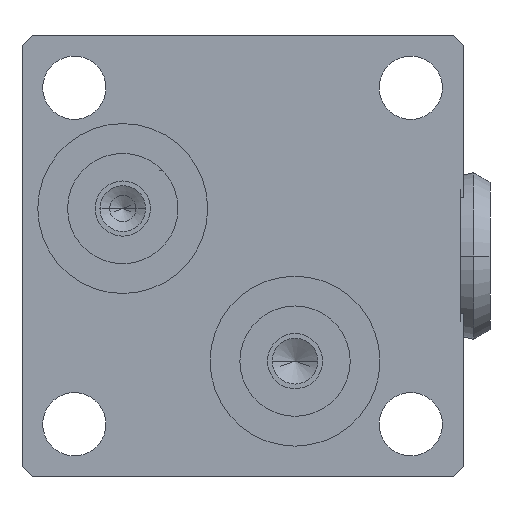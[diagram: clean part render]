
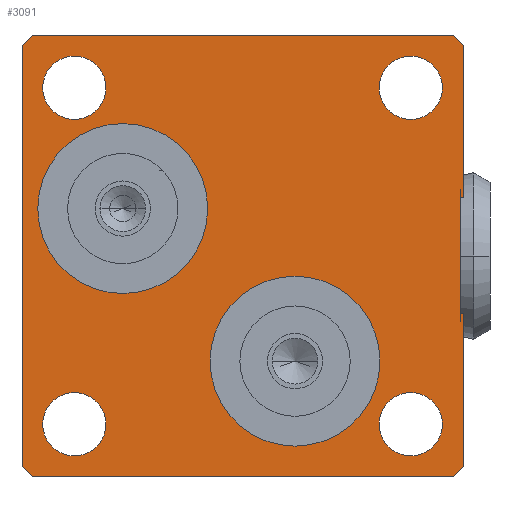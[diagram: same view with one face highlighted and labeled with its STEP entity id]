
A CAD part, front view. The second image highlights one B-rep face of the part: STEP entity #3091.
In plain terms, the highlighted planar face has unit normal (0, -1, 0).
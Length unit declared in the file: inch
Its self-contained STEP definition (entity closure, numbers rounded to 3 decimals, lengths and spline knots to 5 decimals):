
#237=CARTESIAN_POINT('',(0.5,-0.6575,-0.5));
#238=DIRECTION('',(0.,1.,0.));
#239=DIRECTION('',(0.,0.,1.));
#240=AXIS2_PLACEMENT_3D('',#237,#238,#239);
#242=CARTESIAN_POINT('',(0.5,-0.6575,-0.5));
#243=DIRECTION('',(0.,1.,0.));
#244=DIRECTION('',(0.,0.,-1.));
#245=AXIS2_PLACEMENT_3D('',#242,#243,#244);
#247=CARTESIAN_POINT('',(-0.5,-0.6575,-0.5));
#248=DIRECTION('',(0.,1.,0.));
#249=DIRECTION('',(0.,0.,1.));
#250=AXIS2_PLACEMENT_3D('',#247,#248,#249);
#252=CARTESIAN_POINT('',(-0.5,-0.6575,-0.5));
#253=DIRECTION('',(0.,1.,0.));
#254=DIRECTION('',(0.,0.,-1.));
#255=AXIS2_PLACEMENT_3D('',#252,#253,#254);
#257=CARTESIAN_POINT('',(-0.5,-0.6575,0.5));
#258=DIRECTION('',(0.,1.,0.));
#259=DIRECTION('',(0.,0.,1.));
#260=AXIS2_PLACEMENT_3D('',#257,#258,#259);
#262=CARTESIAN_POINT('',(-0.5,-0.6575,0.5));
#263=DIRECTION('',(0.,1.,0.));
#264=DIRECTION('',(0.,0.,-1.));
#265=AXIS2_PLACEMENT_3D('',#262,#263,#264);
#267=CARTESIAN_POINT('',(0.5,-0.6575,0.5));
#268=DIRECTION('',(0.,1.,0.));
#269=DIRECTION('',(0.,0.,1.));
#270=AXIS2_PLACEMENT_3D('',#267,#268,#269);
#272=CARTESIAN_POINT('',(0.5,-0.6575,0.5));
#273=DIRECTION('',(0.,1.,0.));
#274=DIRECTION('',(0.,0.,-1.));
#275=AXIS2_PLACEMENT_3D('',#272,#273,#274);
#277=DIRECTION('',(0.,0.,-1.));
#278=VECTOR('',#277,0.34369);
#279=CARTESIAN_POINT('',(0.647,-0.6575,0.1726));
#280=LINE('',#279,#278);
#281=DIRECTION('',(1.,0.,0.));
#282=VECTOR('',#281,0.01);
#283=CARTESIAN_POINT('',(0.647,-0.6575,-0.1711));
#284=LINE('',#283,#282);
#285=DIRECTION('',(0.707,0.,0.707));
#286=VECTOR('',#285,0.04243);
#287=CARTESIAN_POINT('',(0.627,-0.6575,-0.65625));
#288=LINE('',#287,#286);
#289=DIRECTION('',(0.707,0.,-0.707));
#290=VECTOR('',#289,0.04243);
#291=CARTESIAN_POINT('',(-0.6555,-0.6575,-0.62625));
#292=LINE('',#291,#290);
#293=DIRECTION('',(0.,0.,1.));
#294=VECTOR('',#293,1.2525);
#295=CARTESIAN_POINT('',(-0.6555,-0.6575,-0.62625));
#296=LINE('',#295,#294);
#297=DIRECTION('',(-0.707,0.,-0.707));
#298=VECTOR('',#297,0.04243);
#299=CARTESIAN_POINT('',(-0.6255,-0.6575,0.65625));
#300=LINE('',#299,#298);
#301=DIRECTION('',(-0.707,0.,0.707));
#302=VECTOR('',#301,0.04243);
#303=CARTESIAN_POINT('',(0.657,-0.6575,0.62625));
#304=LINE('',#303,#302);
#305=DIRECTION('',(1.,0.,0.));
#306=VECTOR('',#305,0.01);
#307=CARTESIAN_POINT('',(0.647,-0.6575,0.1726));
#308=LINE('',#307,#306);
#309=CARTESIAN_POINT('',(0.156,-0.6575,-0.3125));
#310=DIRECTION('',(0.,-1.,0.));
#311=DIRECTION('',(-1.,0.,0.));
#312=AXIS2_PLACEMENT_3D('',#309,#310,#311);
#314=CARTESIAN_POINT('',(0.156,-0.6575,-0.3125));
#315=DIRECTION('',(0.,-1.,0.));
#316=DIRECTION('',(1.,0.,0.));
#317=AXIS2_PLACEMENT_3D('',#314,#315,#316);
#319=CARTESIAN_POINT('',(-0.356,-0.6575,0.141));
#320=DIRECTION('',(0.,-1.,0.));
#321=DIRECTION('',(-1.,0.,0.));
#322=AXIS2_PLACEMENT_3D('',#319,#320,#321);
#324=CARTESIAN_POINT('',(-0.356,-0.6575,0.141));
#325=DIRECTION('',(0.,-1.,0.));
#326=DIRECTION('',(1.,0.,0.));
#327=AXIS2_PLACEMENT_3D('',#324,#325,#326);
#406=DIRECTION('',(1.,0.,0.));
#407=VECTOR('',#406,1.2525);
#408=CARTESIAN_POINT('',(-0.6255,-0.6575,-0.65625));
#409=LINE('',#408,#407);
#563=DIRECTION('',(0.,0.,1.));
#564=VECTOR('',#563,0.45365);
#565=CARTESIAN_POINT('',(0.657,-0.6575,0.1726));
#566=LINE('',#565,#564);
#611=DIRECTION('',(0.,0.,1.));
#612=VECTOR('',#611,0.45515);
#613=CARTESIAN_POINT('',(0.657,-0.6575,-0.62625));
#614=LINE('',#613,#612);
#664=DIRECTION('',(1.,0.,0.));
#665=VECTOR('',#664,1.2525);
#666=CARTESIAN_POINT('',(-0.6255,-0.6575,0.65625));
#667=LINE('',#666,#665);
#2455=CARTESIAN_POINT('',(0.657,-0.6575,0.62625));
#2456=CARTESIAN_POINT('',(0.627,-0.6575,0.65625));
#2457=VERTEX_POINT('',#2455);
#2458=VERTEX_POINT('',#2456);
#2459=CARTESIAN_POINT('',(-0.6255,-0.6575,0.65625));
#2460=CARTESIAN_POINT('',(-0.6555,-0.6575,0.62625));
#2461=VERTEX_POINT('',#2459);
#2462=VERTEX_POINT('',#2460);
#2463=CARTESIAN_POINT('',(0.627,-0.6575,-0.65625));
#2464=CARTESIAN_POINT('',(0.657,-0.6575,-0.62625));
#2465=VERTEX_POINT('',#2463);
#2466=VERTEX_POINT('',#2464);
#2467=CARTESIAN_POINT('',(-0.6555,-0.6575,-0.62625));
#2468=CARTESIAN_POINT('',(-0.6255,-0.6575,-0.65625));
#2469=VERTEX_POINT('',#2467);
#2470=VERTEX_POINT('',#2468);
#2471=CARTESIAN_POINT('',(0.5,-0.6575,-0.406));
#2472=CARTESIAN_POINT('',(0.5,-0.6575,-0.594));
#2473=VERTEX_POINT('',#2471);
#2474=VERTEX_POINT('',#2472);
#2475=CARTESIAN_POINT('',(-0.5,-0.6575,-0.406));
#2476=CARTESIAN_POINT('',(-0.5,-0.6575,-0.594));
#2477=VERTEX_POINT('',#2475);
#2478=VERTEX_POINT('',#2476);
#2479=CARTESIAN_POINT('',(-0.5,-0.6575,0.594));
#2480=CARTESIAN_POINT('',(-0.5,-0.6575,0.406));
#2481=VERTEX_POINT('',#2479);
#2482=VERTEX_POINT('',#2480);
#2483=CARTESIAN_POINT('',(0.5,-0.6575,0.594));
#2484=CARTESIAN_POINT('',(0.5,-0.6575,0.406));
#2485=VERTEX_POINT('',#2483);
#2486=VERTEX_POINT('',#2484);
#2599=CARTESIAN_POINT('',(0.647,-0.6575,0.1726));
#2600=CARTESIAN_POINT('',(0.647,-0.6575,-0.1711));
#2601=VERTEX_POINT('',#2599);
#2602=VERTEX_POINT('',#2600);
#2603=CARTESIAN_POINT('',(0.657,-0.6575,-0.1711));
#2604=VERTEX_POINT('',#2603);
#2605=CARTESIAN_POINT('',(0.657,-0.6575,0.1726));
#2606=VERTEX_POINT('',#2605);
#2621=CARTESIAN_POINT('',(-0.0965,-0.6575,-0.3125));
#2622=VERTEX_POINT('',#2621);
#2623=CARTESIAN_POINT('',(0.4085,-0.6575,-0.3125));
#2624=VERTEX_POINT('',#2623);
#2653=CARTESIAN_POINT('',(-0.6085,-0.6575,0.141));
#2654=VERTEX_POINT('',#2653);
#2655=CARTESIAN_POINT('',(-0.1035,-0.6575,0.141));
#2656=VERTEX_POINT('',#2655);
#3025=CARTESIAN_POINT('',(-0.6555,-0.6575,-0.65625));
#3026=DIRECTION('',(0.,-1.,0.));
#3027=DIRECTION('',(1.,0.,0.));
#3028=AXIS2_PLACEMENT_3D('',#3025,#3026,#3027);
#3029=PLANE('',#3028);
#3030=ORIENTED_EDGE('',*,*,#3014,.T.);
#3032=ORIENTED_EDGE('',*,*,#3031,.T.);
#3034=ORIENTED_EDGE('',*,*,#3033,.F.);
#3036=ORIENTED_EDGE('',*,*,#3035,.F.);
#3038=ORIENTED_EDGE('',*,*,#3037,.F.);
#3040=ORIENTED_EDGE('',*,*,#3039,.F.);
#3042=ORIENTED_EDGE('',*,*,#3041,.T.);
#3044=ORIENTED_EDGE('',*,*,#3043,.F.);
#3046=ORIENTED_EDGE('',*,*,#3045,.T.);
#3048=ORIENTED_EDGE('',*,*,#3047,.F.);
#3050=ORIENTED_EDGE('',*,*,#3049,.F.);
#3052=ORIENTED_EDGE('',*,*,#3051,.F.);
#3053=EDGE_LOOP('',(#3030,#3032,#3034,#3036,#3038,#3040,#3042,#3044,#3046,#3048,
#3050,#3052));
#3054=FACE_OUTER_BOUND('',#3053,.F.);
#3056=ORIENTED_EDGE('',*,*,#3055,.F.);
#3058=ORIENTED_EDGE('',*,*,#3057,.F.);
#3059=EDGE_LOOP('',(#3056,#3058));
#3060=FACE_BOUND('',#3059,.F.);
#3062=ORIENTED_EDGE('',*,*,#3061,.F.);
#3064=ORIENTED_EDGE('',*,*,#3063,.F.);
#3065=EDGE_LOOP('',(#3062,#3064));
#3066=FACE_BOUND('',#3065,.F.);
#3068=ORIENTED_EDGE('',*,*,#3067,.F.);
#3070=ORIENTED_EDGE('',*,*,#3069,.F.);
#3071=EDGE_LOOP('',(#3068,#3070));
#3072=FACE_BOUND('',#3071,.F.);
#3074=ORIENTED_EDGE('',*,*,#3073,.F.);
#3076=ORIENTED_EDGE('',*,*,#3075,.F.);
#3077=EDGE_LOOP('',(#3074,#3076));
#3078=FACE_BOUND('',#3077,.F.);
#3080=ORIENTED_EDGE('',*,*,#3079,.T.);
#3082=ORIENTED_EDGE('',*,*,#3081,.T.);
#3083=EDGE_LOOP('',(#3080,#3082));
#3084=FACE_BOUND('',#3083,.F.);
#3086=ORIENTED_EDGE('',*,*,#3085,.T.);
#3088=ORIENTED_EDGE('',*,*,#3087,.T.);
#3089=EDGE_LOOP('',(#3086,#3088));
#3090=FACE_BOUND('',#3089,.F.);
#3091=ADVANCED_FACE('',(#3054,#3060,#3066,#3072,#3078,#3084,#3090),#3029,.T.);
#241=CIRCLE('',#240,0.094);
#246=CIRCLE('',#245,0.094);
#251=CIRCLE('',#250,0.094);
#256=CIRCLE('',#255,0.094);
#261=CIRCLE('',#260,0.094);
#266=CIRCLE('',#265,0.094);
#271=CIRCLE('',#270,0.094);
#276=CIRCLE('',#275,0.094);
#313=CIRCLE('',#312,0.2525);
#318=CIRCLE('',#317,0.2525);
#323=CIRCLE('',#322,0.2525);
#328=CIRCLE('',#327,0.2525);
#3014=EDGE_CURVE('',#2601,#2602,#280,.T.);
#3031=EDGE_CURVE('',#2602,#2604,#284,.T.);
#3033=EDGE_CURVE('',#2466,#2604,#614,.T.);
#3035=EDGE_CURVE('',#2465,#2466,#288,.T.);
#3037=EDGE_CURVE('',#2470,#2465,#409,.T.);
#3039=EDGE_CURVE('',#2469,#2470,#292,.T.);
#3041=EDGE_CURVE('',#2469,#2462,#296,.T.);
#3043=EDGE_CURVE('',#2461,#2462,#300,.T.);
#3045=EDGE_CURVE('',#2461,#2458,#667,.T.);
#3047=EDGE_CURVE('',#2457,#2458,#304,.T.);
#3049=EDGE_CURVE('',#2606,#2457,#566,.T.);
#3051=EDGE_CURVE('',#2601,#2606,#308,.T.);
#3055=EDGE_CURVE('',#2477,#2478,#251,.T.);
#3057=EDGE_CURVE('',#2478,#2477,#256,.T.);
#3061=EDGE_CURVE('',#2481,#2482,#261,.T.);
#3063=EDGE_CURVE('',#2482,#2481,#266,.T.);
#3067=EDGE_CURVE('',#2485,#2486,#271,.T.);
#3069=EDGE_CURVE('',#2486,#2485,#276,.T.);
#3073=EDGE_CURVE('',#2473,#2474,#241,.T.);
#3075=EDGE_CURVE('',#2474,#2473,#246,.T.);
#3079=EDGE_CURVE('',#2622,#2624,#313,.T.);
#3081=EDGE_CURVE('',#2624,#2622,#318,.T.);
#3085=EDGE_CURVE('',#2654,#2656,#323,.T.);
#3087=EDGE_CURVE('',#2656,#2654,#328,.T.);
